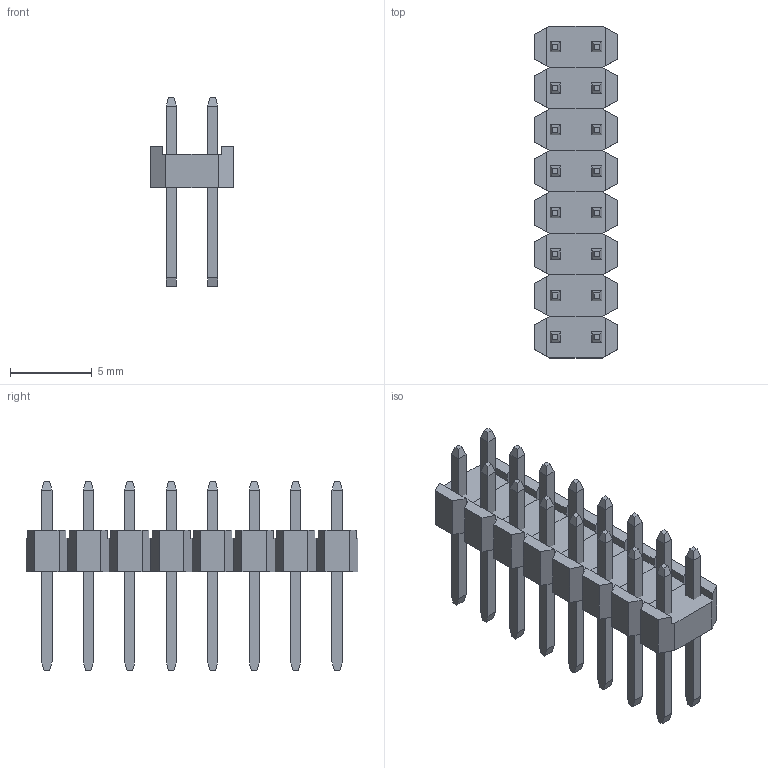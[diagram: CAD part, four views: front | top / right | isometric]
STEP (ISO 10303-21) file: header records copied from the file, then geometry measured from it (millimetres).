
FILE_DESCRIPTION (( 'STEP AP214' ), '1' );
FILE_NAME ('hdr2x8.STEP', '2018-05-27T08:15:24', ( 'Alexey N. Zhukov' ), ( '' ), 'SwSTEP 2.0', 'SolidWorks 2016', '' );
FILE_SCHEMA (( 'AUTOMOTIVE_DESIGN' ));
Length unit declared in the file: millimetre
Products named in the file (4): pin2; pin.3; pin.1_11.2; hdr2x8
Assembly tree (11 placements, depth 3):
  hdr2x8
    pin2  x8
      pin.1_11.2
      pin.3
Bounding box: 5.08 x 20.32 x 11.6 mm (x, y, z)
Volume: 279.7 mm3; surface area: 931.5 mm2
Topology: 24 solids, 24 shells, 304 faces, 704 edges, 448 vertices
Faces by surface type: plane 304
Entity records: 934 total; most frequent: DIRECTION 144, CARTESIAN_POINT 143, ORIENTED_EDGE 124, EDGE_CURVE 62, LINE 62, VECTOR 62, AXIS2_PLACEMENT_3D 41, VERTEX_POINT 40
